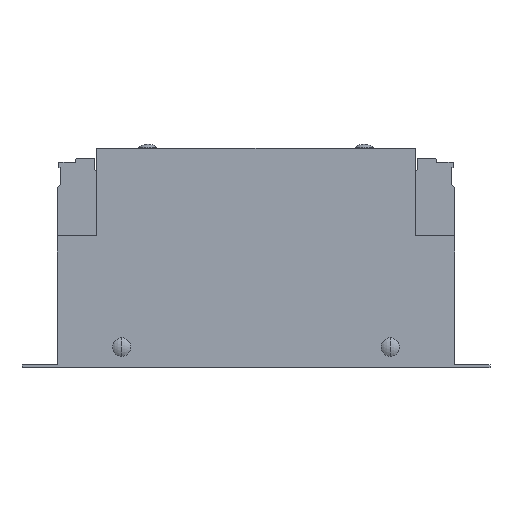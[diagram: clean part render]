
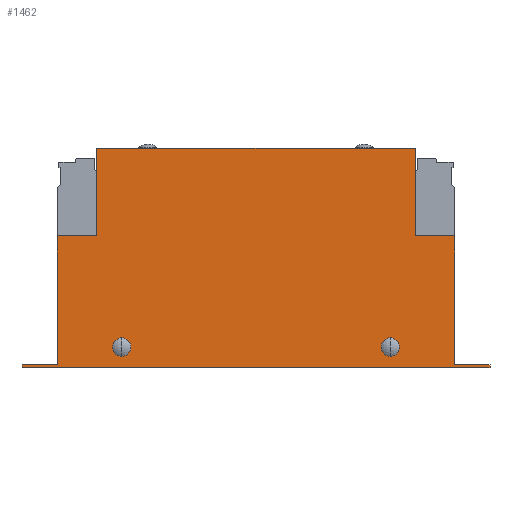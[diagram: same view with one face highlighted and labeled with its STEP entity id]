
A CAD part, top view. The second image highlights one B-rep face of the part: STEP entity #1462.
In plain terms, the highlighted planar face has unit normal (0, 0, 1).
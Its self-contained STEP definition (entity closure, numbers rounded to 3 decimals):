
#8 = CARTESIAN_POINT ( 'NONE',  ( -54.5, 44., 19.5 ) ) ;
#14 = EDGE_CURVE ( 'NONE', #4674, #5248, #58, .T. ) ;
#58 = LINE ( 'NONE', #6139, #3115 ) ;
#135 = AXIS2_PLACEMENT_3D ( 'NONE', #3542, #407, #5571 ) ;
#176 = ORIENTED_EDGE ( 'NONE', *, *, #5140, .T. ) ;
#180 = LINE ( 'NONE', #1770, #3730 ) ;
#191 = ORIENTED_EDGE ( 'NONE', *, *, #260, .F. ) ;
#216 = CARTESIAN_POINT ( 'NONE',  ( -54.5, 44., 19.5 ) ) ;
#258 = DIRECTION ( 'NONE',  ( 0., 1., 0. ) ) ;
#260 = EDGE_CURVE ( 'NONE', #3658, #3898, #6394, .T. ) ;
#285 = CARTESIAN_POINT ( 'NONE',  ( 80., -1., 19.5 ) ) ;
#314 = VECTOR ( 'NONE', #258, 1000. ) ;
#361 = CIRCLE ( 'NONE', #1536, 3.15 ) ;
#376 = ORIENTED_EDGE ( 'NONE', *, *, #4319, .T. ) ;
#407 = DIRECTION ( 'NONE',  ( 0., 0., 1. ) ) ;
#434 = VERTEX_POINT ( 'NONE', #2211 ) ;
#438 = CARTESIAN_POINT ( 'NONE',  ( -45.9, 6., 19.5 ) ) ;
#475 = LINE ( 'NONE', #8, #5783 ) ;
#529 = VECTOR ( 'NONE', #1733, 1000. ) ;
#534 = VECTOR ( 'NONE', #6539, 1000. ) ;
#838 = VECTOR ( 'NONE', #1076, 1000. ) ;
#903 = EDGE_LOOP ( 'NONE', ( #5714, #5761 ) ) ;
#1076 = DIRECTION ( 'NONE',  ( 0., 1., 0. ) ) ;
#1131 = LINE ( 'NONE', #3692, #3529 ) ;
#1174 = AXIS2_PLACEMENT_3D ( 'NONE', #2495, #1891, #4519 ) ;
#1353 = CARTESIAN_POINT ( 'NONE',  ( -54.5, 44., 19.5 ) ) ;
#1406 = VERTEX_POINT ( 'NONE', #6460 ) ;
#1446 = FACE_BOUND ( 'NONE', #5354, .T. ) ;
#1462 = ADVANCED_FACE ( 'NONE', ( #1446, #3576, #6498 ), #6005, .T. ) ;
#1536 = AXIS2_PLACEMENT_3D ( 'NONE', #438, #4497, #4559 ) ;
#1548 = EDGE_CURVE ( 'NONE', #2889, #1406, #3212, .T. ) ;
#1580 = DIRECTION ( 'NONE',  ( 1., 0., 0. ) ) ;
#1604 = DIRECTION ( 'NONE',  ( 1., 0., 0. ) ) ;
#1616 = EDGE_CURVE ( 'NONE', #4394, #2388, #3113, .T. ) ;
#1620 = CARTESIAN_POINT ( 'NONE',  ( 80., 0., 19.5 ) ) ;
#1658 = ORIENTED_EDGE ( 'NONE', *, *, #2417, .T. ) ;
#1666 = DIRECTION ( 'NONE',  ( 0., 1., 0. ) ) ;
#1733 = DIRECTION ( 'NONE',  ( 0., -1., 0. ) ) ;
#1743 = VECTOR ( 'NONE', #3705, 1000. ) ;
#1770 = CARTESIAN_POINT ( 'NONE',  ( -80., -1., 19.5 ) ) ;
#1806 = EDGE_CURVE ( 'NONE', #1406, #4081, #475, .T. ) ;
#1831 = EDGE_CURVE ( 'NONE', #6043, #2523, #361, .T. ) ;
#1891 = DIRECTION ( 'NONE',  ( 0., 0., 1. ) ) ;
#1952 = EDGE_CURVE ( 'NONE', #3898, #3658, #4924, .T. ) ;
#1955 = CARTESIAN_POINT ( 'NONE',  ( -80., 0., 19.5 ) ) ;
#1962 = LINE ( 'NONE', #1353, #6166 ) ;
#1970 = VERTEX_POINT ( 'NONE', #2638 ) ;
#1989 = ORIENTED_EDGE ( 'NONE', *, *, #14, .T. ) ;
#2019 = LINE ( 'NONE', #1955, #534 ) ;
#2025 = VECTOR ( 'NONE', #3650, 1000. ) ;
#2054 = EDGE_LOOP ( 'NONE', ( #1989, #4477, #176, #1658, #3357, #376, #3157, #4103, #6409, #2223, #4970, #4875 ) ) ;
#2101 = VERTEX_POINT ( 'NONE', #2795 ) ;
#2211 = CARTESIAN_POINT ( 'NONE',  ( -68., 0., 19.5 ) ) ;
#2223 = ORIENTED_EDGE ( 'NONE', *, *, #3295, .T. ) ;
#2267 = CARTESIAN_POINT ( 'NONE',  ( -42.75, 6., 19.5 ) ) ;
#2388 = VERTEX_POINT ( 'NONE', #5591 ) ;
#2417 = EDGE_CURVE ( 'NONE', #1970, #4394, #1131, .T. ) ;
#2495 = CARTESIAN_POINT ( 'NONE',  ( -45.9, 6., 19.5 ) ) ;
#2523 = VERTEX_POINT ( 'NONE', #2696 ) ;
#2638 = CARTESIAN_POINT ( 'NONE',  ( 68., 0., 19.5 ) ) ;
#2696 = CARTESIAN_POINT ( 'NONE',  ( -49.05, 6., 19.5 ) ) ;
#2701 = VECTOR ( 'NONE', #3146, 1000. ) ;
#2764 = CIRCLE ( 'NONE', #1174, 3.15 ) ;
#2795 = CARTESIAN_POINT ( 'NONE',  ( -68., 44., 19.5 ) ) ;
#2889 = VERTEX_POINT ( 'NONE', #3272 ) ;
#3036 = DIRECTION ( 'NONE',  ( 0., -1., 0. ) ) ;
#3113 = LINE ( 'NONE', #4210, #1743 ) ;
#3115 = VECTOR ( 'NONE', #1580, 1000. ) ;
#3146 = DIRECTION ( 'NONE',  ( -1., 0., 0. ) ) ;
#3157 = ORIENTED_EDGE ( 'NONE', *, *, #1548, .T. ) ;
#3212 = LINE ( 'NONE', #3676, #2701 ) ;
#3272 = CARTESIAN_POINT ( 'NONE',  ( 54.5, 74., 19.5 ) ) ;
#3295 = EDGE_CURVE ( 'NONE', #2101, #434, #5815, .T. ) ;
#3357 = ORIENTED_EDGE ( 'NONE', *, *, #1616, .T. ) ;
#3385 = DIRECTION ( 'NONE',  ( -1., 0., 0. ) ) ;
#3389 = EDGE_CURVE ( 'NONE', #4081, #2101, #1962, .T. ) ;
#3400 = CARTESIAN_POINT ( 'NONE',  ( 80., 0., 19.5 ) ) ;
#3448 = EDGE_CURVE ( 'NONE', #2523, #6043, #2764, .T. ) ;
#3474 = DIRECTION ( 'NONE',  ( 1., 0., 0. ) ) ;
#3529 = VECTOR ( 'NONE', #1666, 1000. ) ;
#3542 = CARTESIAN_POINT ( 'NONE',  ( 45.9, 6., 19.5 ) ) ;
#3545 = DIRECTION ( 'NONE',  ( 0., 0., 1. ) ) ;
#3576 = FACE_BOUND ( 'NONE', #903, .T. ) ;
#3580 = LINE ( 'NONE', #1620, #2025 ) ;
#3650 = DIRECTION ( 'NONE',  ( -1., 0., 0. ) ) ;
#3658 = VERTEX_POINT ( 'NONE', #4341 ) ;
#3659 = AXIS2_PLACEMENT_3D ( 'NONE', #5036, #3545, #3474 ) ;
#3676 = CARTESIAN_POINT ( 'NONE',  ( -54.5, 74., 19.5 ) ) ;
#3692 = CARTESIAN_POINT ( 'NONE',  ( 68., 44., 19.5 ) ) ;
#3698 = DIRECTION ( 'NONE',  ( 0., 0., 1. ) ) ;
#3705 = DIRECTION ( 'NONE',  ( -1., 0., 0. ) ) ;
#3730 = VECTOR ( 'NONE', #5798, 1000. ) ;
#3898 = VERTEX_POINT ( 'NONE', #4673 ) ;
#4081 = VERTEX_POINT ( 'NONE', #216 ) ;
#4103 = ORIENTED_EDGE ( 'NONE', *, *, #1806, .T. ) ;
#4130 = CARTESIAN_POINT ( 'NONE',  ( 45.9, 6., 19.5 ) ) ;
#4210 = CARTESIAN_POINT ( 'NONE',  ( 54.5, 44., 19.5 ) ) ;
#4237 = CARTESIAN_POINT ( 'NONE',  ( -80., 0., 19.5 ) ) ;
#4296 = AXIS2_PLACEMENT_3D ( 'NONE', #4130, #3698, #1604 ) ;
#4319 = EDGE_CURVE ( 'NONE', #2388, #2889, #5669, .T. ) ;
#4341 = CARTESIAN_POINT ( 'NONE',  ( 42.75, 6., 19.5 ) ) ;
#4394 = VERTEX_POINT ( 'NONE', #5764 ) ;
#4477 = ORIENTED_EDGE ( 'NONE', *, *, #4887, .T. ) ;
#4497 = DIRECTION ( 'NONE',  ( 0., 0., 1. ) ) ;
#4519 = DIRECTION ( 'NONE',  ( -1., 0., 0. ) ) ;
#4533 = CARTESIAN_POINT ( 'NONE',  ( 54.5, 44., 19.5 ) ) ;
#4559 = DIRECTION ( 'NONE',  ( -1., 0., 0. ) ) ;
#4622 = CARTESIAN_POINT ( 'NONE',  ( -80., -1., 19.5 ) ) ;
#4673 = CARTESIAN_POINT ( 'NONE',  ( 49.05, 6., 19.5 ) ) ;
#4674 = VERTEX_POINT ( 'NONE', #4622 ) ;
#4742 = CARTESIAN_POINT ( 'NONE',  ( 80., -1., 19.5 ) ) ;
#4809 = LINE ( 'NONE', #285, #314 ) ;
#4875 = ORIENTED_EDGE ( 'NONE', *, *, #5586, .T. ) ;
#4887 = EDGE_CURVE ( 'NONE', #5248, #5712, #4809, .T. ) ;
#4924 = CIRCLE ( 'NONE', #4296, 3.15 ) ;
#4970 = ORIENTED_EDGE ( 'NONE', *, *, #5010, .T. ) ;
#5010 = EDGE_CURVE ( 'NONE', #434, #5687, #2019, .T. ) ;
#5036 = CARTESIAN_POINT ( 'NONE',  ( 0., 0., 19.5 ) ) ;
#5140 = EDGE_CURVE ( 'NONE', #5712, #1970, #3580, .T. ) ;
#5248 = VERTEX_POINT ( 'NONE', #4742 ) ;
#5353 = CARTESIAN_POINT ( 'NONE',  ( -68., 0., 19.5 ) ) ;
#5354 = EDGE_LOOP ( 'NONE', ( #6450, #191 ) ) ;
#5571 = DIRECTION ( 'NONE',  ( 1., 0., 0. ) ) ;
#5586 = EDGE_CURVE ( 'NONE', #5687, #4674, #180, .T. ) ;
#5591 = CARTESIAN_POINT ( 'NONE',  ( 54.5, 44., 19.5 ) ) ;
#5669 = LINE ( 'NONE', #4533, #838 ) ;
#5687 = VERTEX_POINT ( 'NONE', #4237 ) ;
#5712 = VERTEX_POINT ( 'NONE', #3400 ) ;
#5714 = ORIENTED_EDGE ( 'NONE', *, *, #3448, .F. ) ;
#5761 = ORIENTED_EDGE ( 'NONE', *, *, #1831, .F. ) ;
#5764 = CARTESIAN_POINT ( 'NONE',  ( 68., 44., 19.5 ) ) ;
#5783 = VECTOR ( 'NONE', #3036, 1000. ) ;
#5798 = DIRECTION ( 'NONE',  ( 0., -1., 0. ) ) ;
#5815 = LINE ( 'NONE', #5353, #529 ) ;
#6005 = PLANE ( 'NONE',  #3659 ) ;
#6043 = VERTEX_POINT ( 'NONE', #2267 ) ;
#6139 = CARTESIAN_POINT ( 'NONE',  ( -80., -1., 19.5 ) ) ;
#6166 = VECTOR ( 'NONE', #3385, 1000. ) ;
#6394 = CIRCLE ( 'NONE', #135, 3.15 ) ;
#6409 = ORIENTED_EDGE ( 'NONE', *, *, #3389, .T. ) ;
#6450 = ORIENTED_EDGE ( 'NONE', *, *, #1952, .F. ) ;
#6460 = CARTESIAN_POINT ( 'NONE',  ( -54.5, 74., 19.5 ) ) ;
#6498 = FACE_OUTER_BOUND ( 'NONE', #2054, .T. ) ;
#6539 = DIRECTION ( 'NONE',  ( -1., 0., 0. ) ) ;
